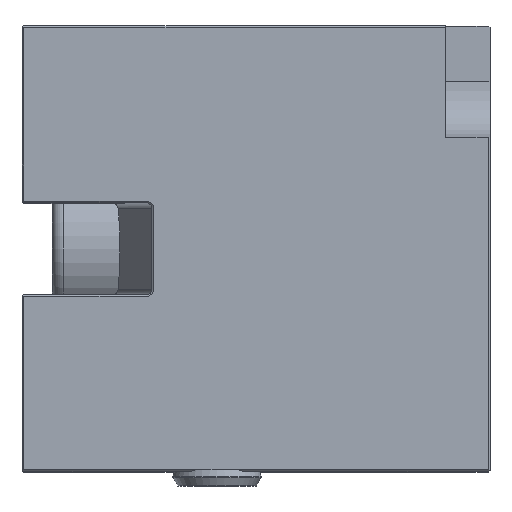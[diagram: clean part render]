
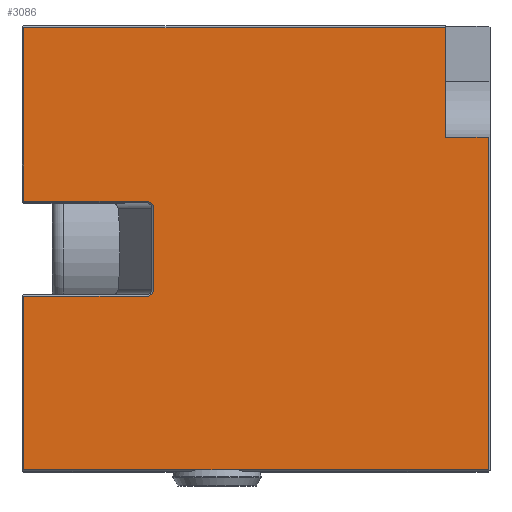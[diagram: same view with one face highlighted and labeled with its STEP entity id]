
A CAD part, top view. The second image highlights one B-rep face of the part: STEP entity #3086.
In plain terms, the highlighted planar face has unit normal (0, 0, 1).
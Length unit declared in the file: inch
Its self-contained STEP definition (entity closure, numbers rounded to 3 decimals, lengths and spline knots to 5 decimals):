
#652=DIRECTION('',(0.,1.,0.));
#653=VECTOR('',#652,0.9725);
#654=CARTESIAN_POINT('',(0.01,-1.24,1.25));
#655=LINE('',#654,#653);
#659=DIRECTION('',(-1.,0.,0.));
#660=VECTOR('',#659,0.68626);
#661=CARTESIAN_POINT('',(0.69626,-0.2675,1.25));
#662=LINE('',#661,#660);
#666=CARTESIAN_POINT('',(0.73767,-0.2275,1.25));
#667=CARTESIAN_POINT('',(0.73768,-0.22954,1.25));
#668=CARTESIAN_POINT('',(0.73735,-0.23364,1.25));
#669=CARTESIAN_POINT('',(0.73588,-0.23967,1.25));
#670=CARTESIAN_POINT('',(0.73347,-0.24542,1.25));
#671=CARTESIAN_POINT('',(0.73015,-0.25078,1.25));
#672=CARTESIAN_POINT('',(0.72597,-0.2556,1.25));
#673=CARTESIAN_POINT('',(0.72104,-0.25976,1.25));
#674=CARTESIAN_POINT('',(0.71545,-0.26314,1.25));
#675=CARTESIAN_POINT('',(0.70933,-0.26564,1.25));
#676=CARTESIAN_POINT('',(0.70286,-0.26716,1.25));
#677=CARTESIAN_POINT('',(0.69845,-0.2675,1.25));
#678=CARTESIAN_POINT('',(0.69626,-0.2675,1.25));
#683=DIRECTION('',(0.,-1.,0.));
#684=VECTOR('',#683,0.455);
#685=CARTESIAN_POINT('',(0.73767,0.2275,1.25));
#686=LINE('',#685,#684);
#690=CARTESIAN_POINT('',(0.69626,0.2675,1.25));
#691=CARTESIAN_POINT('',(0.69847,0.2675,1.25));
#692=CARTESIAN_POINT('',(0.70291,0.26716,1.25));
#693=CARTESIAN_POINT('',(0.70938,0.26562,1.25));
#694=CARTESIAN_POINT('',(0.71549,0.26312,1.25));
#695=CARTESIAN_POINT('',(0.72108,0.25973,1.25));
#696=CARTESIAN_POINT('',(0.72601,0.25557,1.25));
#697=CARTESIAN_POINT('',(0.73018,0.25074,1.25));
#698=CARTESIAN_POINT('',(0.73349,0.24538,1.25));
#699=CARTESIAN_POINT('',(0.7359,0.23962,1.25));
#700=CARTESIAN_POINT('',(0.73736,0.23358,1.25));
#701=CARTESIAN_POINT('',(0.73768,0.22951,1.25));
#702=CARTESIAN_POINT('',(0.73767,0.2275,1.25));
#707=DIRECTION('',(1.,0.,0.));
#708=VECTOR('',#707,0.68626);
#709=CARTESIAN_POINT('',(0.01,0.2675,1.25));
#710=LINE('',#709,#708);
#714=DIRECTION('',(0.,1.,0.));
#715=VECTOR('',#714,0.9725);
#716=CARTESIAN_POINT('',(0.01,0.2675,1.25));
#717=LINE('',#716,#715);
#721=DIRECTION('',(-1.,0.,0.));
#722=VECTOR('',#721,2.365);
#723=CARTESIAN_POINT('',(2.375,1.24,1.25));
#724=LINE('',#723,#722);
#728=DIRECTION('',(0.,-1.,0.));
#729=VECTOR('',#728,0.6145);
#730=CARTESIAN_POINT('',(2.375,1.24,1.25));
#731=LINE('',#730,#729);
#735=DIRECTION('',(-1.,0.,0.));
#736=VECTOR('',#735,0.24);
#737=CARTESIAN_POINT('',(2.615,0.6255,1.25));
#738=LINE('',#737,#736);
#742=DIRECTION('',(0.,-1.,0.));
#743=VECTOR('',#742,1.8655);
#744=CARTESIAN_POINT('',(2.615,0.6255,1.25));
#745=LINE('',#744,#743);
#749=DIRECTION('',(-1.,0.,0.));
#750=VECTOR('',#749,1.40229);
#751=CARTESIAN_POINT('',(2.615,-1.24,1.25));
#752=LINE('',#751,#750);
#756=DIRECTION('',(1.,0.,0.));
#757=VECTOR('',#756,0.23743);
#758=CARTESIAN_POINT('',(0.97529,-1.24,1.25));
#759=LINE('',#758,#757);
#763=DIRECTION('',(-1.,0.,0.));
#764=VECTOR('',#763,0.96529);
#765=CARTESIAN_POINT('',(0.97529,-1.24,1.25));
#766=LINE('',#765,#764);
#1080=CARTESIAN_POINT('',(0.97529,-1.24,1.25));
#1099=CARTESIAN_POINT('',(1.21271,-1.24,1.25));
#2331=CARTESIAN_POINT('',(2.375,0.6255,1.25));
#2332=VERTEX_POINT('',#2331);
#2455=CARTESIAN_POINT('',(0.01,-1.24,1.25));
#2456=CARTESIAN_POINT('',(0.01,-0.2675,1.25));
#2457=VERTEX_POINT('',#2455);
#2458=VERTEX_POINT('',#2456);
#2469=CARTESIAN_POINT('',(0.69626,-0.2675,1.25));
#2470=VERTEX_POINT('',#2469);
#2471=VERTEX_POINT('',#666);
#2473=CARTESIAN_POINT('',(0.73767,0.2275,1.25));
#2474=VERTEX_POINT('',#2473);
#2477=VERTEX_POINT('',#690);
#2479=CARTESIAN_POINT('',(0.01,0.2675,1.25));
#2480=VERTEX_POINT('',#2479);
#2487=CARTESIAN_POINT('',(0.01,1.24,1.25));
#2488=VERTEX_POINT('',#2487);
#2492=CARTESIAN_POINT('',(2.375,1.24,1.25));
#2494=VERTEX_POINT('',#2492);
#2531=VERTEX_POINT('',#1080);
#2554=VERTEX_POINT('',#1099);
#2555=CARTESIAN_POINT('',(2.615,-1.24,1.25));
#2556=VERTEX_POINT('',#2555);
#2581=CARTESIAN_POINT('',(2.615,0.6255,1.25));
#2583=VERTEX_POINT('',#2581);
#3053=CARTESIAN_POINT('',(0.,1.25,1.25));
#3054=DIRECTION('',(0.,0.,1.));
#3055=DIRECTION('',(0.,-1.,0.));
#3056=AXIS2_PLACEMENT_3D('',#3053,#3054,#3055);
#3057=PLANE('',#3056);
#3058=ORIENTED_EDGE('',*,*,#3040,.T.);
#3060=ORIENTED_EDGE('',*,*,#3059,.F.);
#3062=ORIENTED_EDGE('',*,*,#3061,.F.);
#3064=ORIENTED_EDGE('',*,*,#3063,.F.);
#3066=ORIENTED_EDGE('',*,*,#3065,.F.);
#3068=ORIENTED_EDGE('',*,*,#3067,.F.);
#3070=ORIENTED_EDGE('',*,*,#3069,.T.);
#3072=ORIENTED_EDGE('',*,*,#3071,.F.);
#3073=ORIENTED_EDGE('',*,*,#2725,.T.);
#3075=ORIENTED_EDGE('',*,*,#3074,.F.);
#3077=ORIENTED_EDGE('',*,*,#3076,.T.);
#3079=ORIENTED_EDGE('',*,*,#3078,.T.);
#3081=ORIENTED_EDGE('',*,*,#3080,.F.);
#3083=ORIENTED_EDGE('',*,*,#3082,.T.);
#3084=EDGE_LOOP('',(#3058,#3060,#3062,#3064,#3066,#3068,#3070,#3072,#3073,#3075,
#3077,#3079,#3081,#3083));
#3085=FACE_OUTER_BOUND('',#3084,.F.);
#679=B_SPLINE_CURVE_WITH_KNOTS('',3,(#666,#667,#668,#669,#670,#671,#672,#673,
#674,#675,#676,#677,#678),.UNSPECIFIED.,.F.,.F.,(4,1,1,1,1,1,1,1,1,1,4),(0.,
0.1,0.2,0.3,0.4,
0.5,0.6,0.7,0.8,
0.9,1.),.UNSPECIFIED.);
#703=B_SPLINE_CURVE_WITH_KNOTS('',3,(#690,#691,#692,#693,#694,#695,#696,#697,
#698,#699,#700,#701,#702),.UNSPECIFIED.,.F.,.F.,(4,1,1,1,1,1,1,1,1,1,4),(0.,
0.1,0.2,0.3,0.4,
0.5,0.6,0.7,0.8,
0.9,1.),.UNSPECIFIED.);
#2725=EDGE_CURVE('',#2494,#2332,#731,.T.);
#3040=EDGE_CURVE('',#2457,#2458,#655,.T.);
#3059=EDGE_CURVE('',#2470,#2458,#662,.T.);
#3061=EDGE_CURVE('',#2471,#2470,#679,.T.);
#3063=EDGE_CURVE('',#2474,#2471,#686,.T.);
#3065=EDGE_CURVE('',#2477,#2474,#703,.T.);
#3067=EDGE_CURVE('',#2480,#2477,#710,.T.);
#3069=EDGE_CURVE('',#2480,#2488,#717,.T.);
#3071=EDGE_CURVE('',#2494,#2488,#724,.T.);
#3074=EDGE_CURVE('',#2583,#2332,#738,.T.);
#3076=EDGE_CURVE('',#2583,#2556,#745,.T.);
#3078=EDGE_CURVE('',#2556,#2554,#752,.T.);
#3080=EDGE_CURVE('',#2531,#2554,#759,.T.);
#3082=EDGE_CURVE('',#2531,#2457,#766,.T.);
#3086=ADVANCED_FACE('',(#3085),#3057,.T.);
